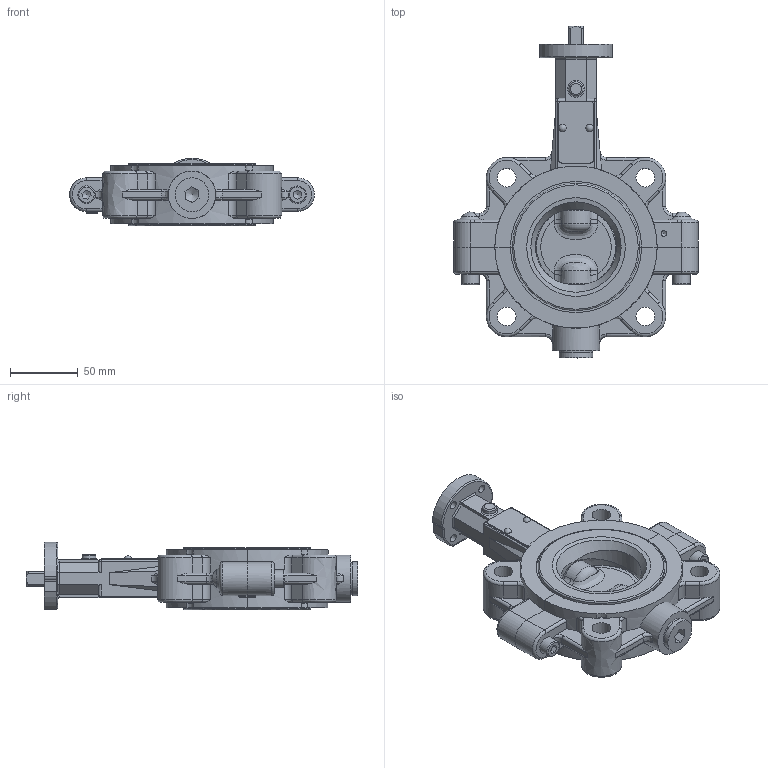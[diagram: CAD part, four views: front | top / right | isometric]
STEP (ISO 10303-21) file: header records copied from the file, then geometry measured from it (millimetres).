
FILE_DESCRIPTION((''),'2;1');
FILE_NAME('T214-A DN65.stp','2007-11-13T13:35:51',('hellwig'),(''),'Autodesk Inventor 11','Autodesk Inventor 11','');
FILE_SCHEMA(('AUTOMOTIVE_DESIGN { 1 0 10303 214 1 1 1 1 }'));
Length unit declared in the file: millimetre
Products named in the file (18): T214-A DN065; T41F-065-0002-23-1; T41F-065-0002-23-2; Man-1-065-3-243; Elast-000-4-034 R07_Elastomereinlage für Nennweite 80 [Title [Summary]=DN50(_FS)65]; Lagerbuchse 14x16x10; D100-050-4-1013; TF 28x14,2x1,5; KNXF-000-0000-43_Dachmanschette T211(_FS)T214 [Title [Summary]=DN50(_FS)65]; O-Ring 14x2,5; KRXF-000-0014-41_Abstreifer [Title [Summary]=DN50-65]; DIN 7603  A A20 x 24  (lt); DIN 908  (Feingewinde) M20 x 1; DIN 912  (Regelgewinde) - ersetzt durch DIN EN ISO 4762 M8 x 30; KTXF-000-0008-30; DIN EN ISO 8746  A 3 x 6 - A St; SW1F-065-0016-34; W100-050-4-091 R04_T200 untere Wellenverlängerung DN50(_FS)65 [Title [Summary]=Standard]
Assembly tree (30 placements, depth 2):
  T214-A DN065
    T41F-065-0002-23-1
    T41F-065-0002-23-2
    Man-1-065-3-243
    Elast-000-4-034 R07_Elastomereinlage für Nennweite 80 [Title [Summary]=DN50(_FS)65]  x2
    Lagerbuchse 14x16x10  x3
    D100-050-4-1013  x2
    TF 28x14,2x1,5  x6
    KNXF-000-0000-43_Dachmanschette T211(_FS)T214 [Title [Summary]=DN50(_FS)65]  x2
    O-Ring 14x2,5  x2
    KRXF-000-0014-41_Abstreifer [Title [Summary]=DN50-65]
    DIN 7603  A A20 x 24  (lt)
    DIN 908  (Feingewinde) M20 x 1
    DIN 912  (Regelgewinde) - ersetzt durch DIN EN ISO 4762 M8 x 30  x2
    KTXF-000-0008-30
    DIN EN ISO 8746  A 3 x 6 - A St  x2
    SW1F-065-0016-34
    W100-050-4-091 R04_T200 untere Wellenverlängerung DN50(_FS)65 [Title [Summary]=Standard]
Bounding box: 181 x 245.5 x 50 mm (x, y, z)
Volume: 651549.8 mm3; surface area: 191214.6 mm2
Topology: 30 solids, 30 shells, 1087 faces, 2745 edges, 1748 vertices
Faces by surface type: plane 380, bspline 305, cylinder 259, cone 75, torus 64, sphere 4
Full cylindrical faces by diameter (mm): 3 x2, 3.2 x2, 8 x3, 13 x2, 14 x12, 14.1 x2, 14.2 x6, 15 x1, 16 x4, 16.7 x2, 19 x3, 19.1 x2, 20 x1, 20.2 x1, 21.2 x1, 23.9 x1, 25 x1, 28 x6, 28.05 x2, 28.5 x2, 30.1 x1, 35 x1, 66.8 x1, 94 x2
Entity records: 39264 total; most frequent: CARTESIAN_POINT 16539, ORIENTED_EDGE 4824, DIRECTION 4020, EDGE_CURVE 2412, VERTEX_POINT 1613, AXIS2_PLACEMENT_3D 1435, EDGE_LOOP 1215, VECTOR 1150
